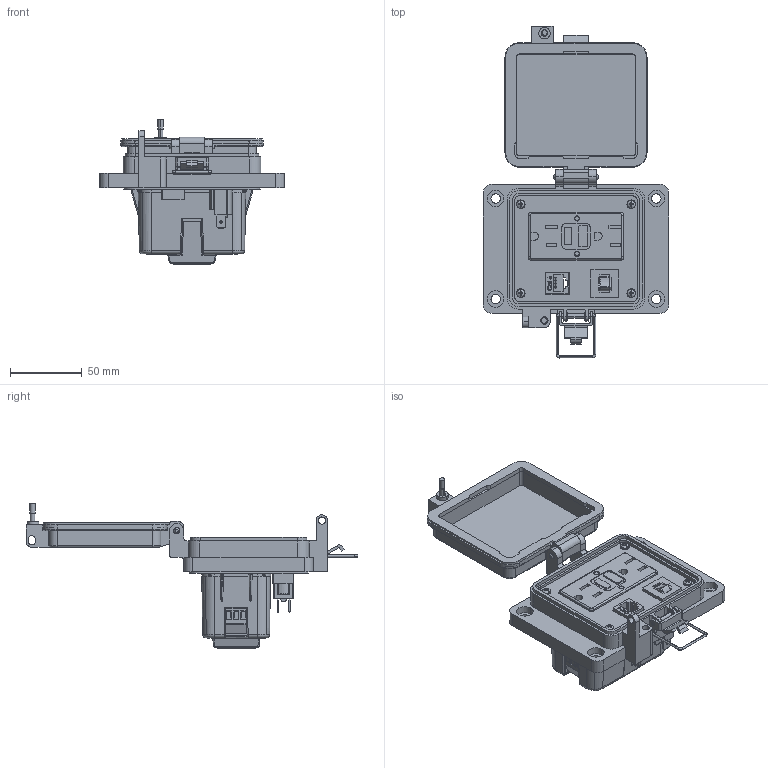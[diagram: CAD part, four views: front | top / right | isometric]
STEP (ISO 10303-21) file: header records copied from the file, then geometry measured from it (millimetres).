
FILE_DESCRIPTION (( 'STEP AP203' ), '1' );
FILE_NAME ('P-R62-K4RF3_3D.STEP', '2022-01-07T16:26:33', ( '' ), ( '' ), 'SwSTEP 2.0', 'SolidWorks 2021', '' );
FILE_SCHEMA (( 'CONFIG_CONTROL_DESIGN' ));
Length unit declared in the file: millimetre
Products named in the file (15): P-R62-K4RF3_TP060_1; Z-120-RIOF-SHELL; Z-200-OTLT-GFIH-15A_sheared; 92005A124_METRIC PAN HEAD PHILLIPS MACHINE SCREW_92005A124; P-R62-K4RF3_3D; Z-200-OTLT-RIOF-15A; CBX; Z-300-RJ45CAT6; RF; Z-H-K4_B; Z-CB-SM; P-R62-K4RF3_BP180_1; P-R62-K4RF3_FP060_1; -K4; R62
Assembly tree (17 placements, depth 4):
  P-R62-K4RF3_3D
    -K4
      Z-H-K4_B
    P-R62-K4RF3_FP060_1
    P-R62-K4RF3_BP180_1
    P-R62-K4RF3_TP060_1
    R62
      Z-300-RJ45CAT6
    CBX
      Z-CB-SM
    RF
      Z-200-OTLT-RIOF-15A
        Z-120-RIOF-SHELL
        Z-200-OTLT-GFIH-15A_sheared
    92005A124_METRIC PAN HEAD PHILLIPS MACHINE SCREW_92005A124  x4
Bounding box: 129 x 231.28 x 101.47 mm (x, y, z)
Volume: 302289.4 mm3; surface area: 181567.7 mm2
Topology: 36 solids, 42 shells, 5633 faces, 14716 edges, 9326 vertices
Faces by surface type: plane 2330, cylinder 1864, bspline 1175, cone 114, torus 92, sphere 58
Entity records: 213690 total; most frequent: CARTESIAN_POINT 98885, ORIENTED_EDGE 26252, DIRECTION 19255, EDGE_CURVE 13126, VERTEX_POINT 8279, VECTOR 7739, LINE 7739, AXIS2_PLACEMENT_3D 5758
